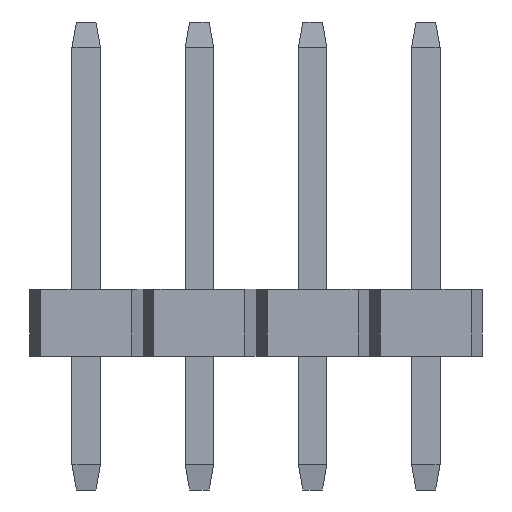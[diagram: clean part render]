
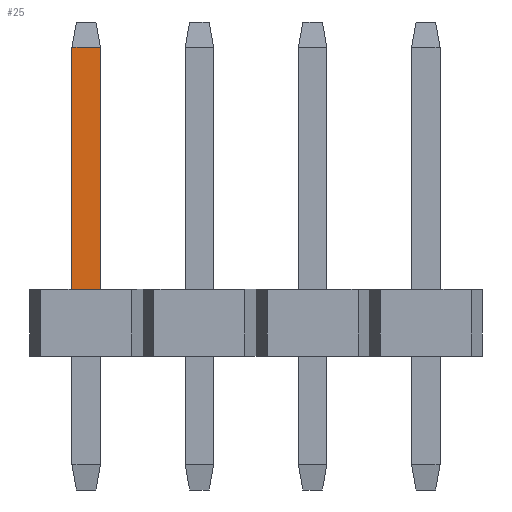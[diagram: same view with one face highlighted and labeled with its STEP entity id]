
A CAD part, front view. The second image highlights one B-rep face of the part: STEP entity #25.
In plain terms, the highlighted planar face has unit normal (0, -1, 0).
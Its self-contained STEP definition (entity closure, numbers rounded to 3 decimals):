
#25 = ADVANCED_FACE ( 'NONE', ( #2120 ), #2796, .F. ) ;
#120 = DIRECTION ( 'NONE',  ( 0., 0., 1. ) ) ;
#176 = DIRECTION ( 'NONE',  ( 1., 0., 0. ) ) ;
#235 = LINE ( 'NONE', #2077, #2272 ) ;
#327 = ORIENTED_EDGE ( 'NONE', *, *, #1561, .T. ) ;
#508 = LINE ( 'NONE', #738, #525 ) ;
#525 = VECTOR ( 'NONE', #120, 1000. ) ;
#597 = CARTESIAN_POINT ( 'NONE',  ( -49.85, -0.32, 1.5 ) ) ;
#738 = CARTESIAN_POINT ( 'NONE',  ( -49.85, -0.32, -3. ) ) ;
#752 = CARTESIAN_POINT ( 'NONE',  ( -49.85, -0.32, -3. ) ) ;
#793 = EDGE_CURVE ( 'NONE', #2533, #840, #1092, .T. ) ;
#811 = CARTESIAN_POINT ( 'NONE',  ( -49.85, -0.32, 6.933 ) ) ;
#816 = CARTESIAN_POINT ( 'NONE',  ( -49.85, -0.32, 1.5 ) ) ;
#826 = EDGE_CURVE ( 'NONE', #2312, #2900, #1043, .T. ) ;
#840 = VERTEX_POINT ( 'NONE', #996 ) ;
#945 = EDGE_LOOP ( 'NONE', ( #2307, #1629, #327, #1519 ) ) ;
#996 = CARTESIAN_POINT ( 'NONE',  ( -49.21, -0.32, 1.5 ) ) ;
#1043 = LINE ( 'NONE', #811, #2892 ) ;
#1092 = LINE ( 'NONE', #816, #1134 ) ;
#1132 = CARTESIAN_POINT ( 'NONE',  ( -49.85, -0.32, 6.933 ) ) ;
#1134 = VECTOR ( 'NONE', #176, 1000. ) ;
#1179 = DIRECTION ( 'NONE',  ( 0., 0., 1. ) ) ;
#1519 = ORIENTED_EDGE ( 'NONE', *, *, #826, .T. ) ;
#1561 = EDGE_CURVE ( 'NONE', #840, #2312, #235, .T. ) ;
#1609 = DIRECTION ( 'NONE',  ( 0., 0., 1. ) ) ;
#1629 = ORIENTED_EDGE ( 'NONE', *, *, #793, .T. ) ;
#1717 = EDGE_CURVE ( 'NONE', #2533, #2900, #508, .T. ) ;
#1847 = AXIS2_PLACEMENT_3D ( 'NONE', #752, #2535, #1179 ) ;
#1956 = CARTESIAN_POINT ( 'NONE',  ( -49.21, -0.32, 6.933 ) ) ;
#2077 = CARTESIAN_POINT ( 'NONE',  ( -49.21, -0.32, -3. ) ) ;
#2120 = FACE_OUTER_BOUND ( 'NONE', #945, .T. ) ;
#2272 = VECTOR ( 'NONE', #1609, 1000. ) ;
#2307 = ORIENTED_EDGE ( 'NONE', *, *, #1717, .F. ) ;
#2312 = VERTEX_POINT ( 'NONE', #1956 ) ;
#2533 = VERTEX_POINT ( 'NONE', #597 ) ;
#2535 = DIRECTION ( 'NONE',  ( 0., 1., 0. ) ) ;
#2796 = PLANE ( 'NONE',  #1847 ) ;
#2819 = DIRECTION ( 'NONE',  ( -1., 0., 0. ) ) ;
#2892 = VECTOR ( 'NONE', #2819, 1000. ) ;
#2900 = VERTEX_POINT ( 'NONE', #1132 ) ;
